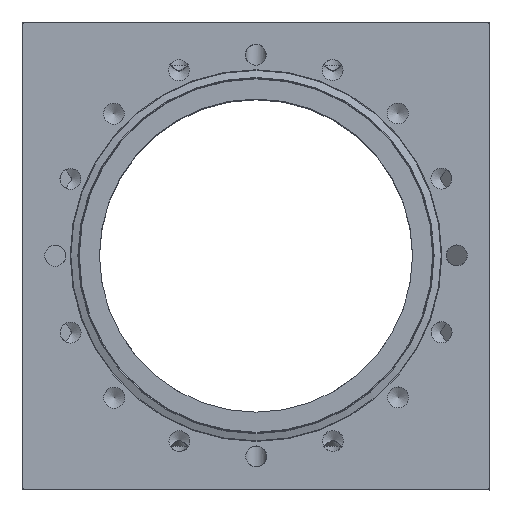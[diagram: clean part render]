
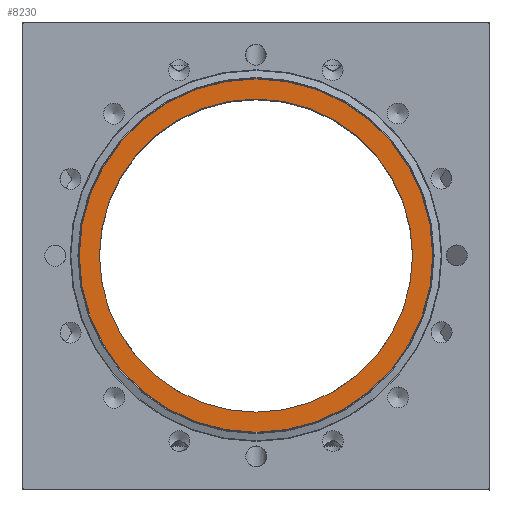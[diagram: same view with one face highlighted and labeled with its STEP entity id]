
A CAD part, top view. The second image highlights one B-rep face of the part: STEP entity #8230.
In plain terms, the highlighted planar face has unit normal (0, 0, 1).
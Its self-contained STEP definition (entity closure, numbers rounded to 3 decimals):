
#246 = CIRCLE ( 'NONE', #4170, 50.8 ) ;
#523 = VERTEX_POINT ( 'NONE', #2121 ) ;
#625 = CARTESIAN_POINT ( 'NONE',  ( 0., 57.345, 74.6 ) ) ;
#949 = ORIENTED_EDGE ( 'NONE', *, *, #8644, .T. ) ;
#1054 = CARTESIAN_POINT ( 'NONE',  ( 0., 0., 74.6 ) ) ;
#1108 = CARTESIAN_POINT ( 'NONE',  ( -57.345, 0., 74.6 ) ) ;
#1208 = PLANE ( 'NONE',  #8265 ) ;
#1965 = CARTESIAN_POINT ( 'NONE',  ( 0., 0., 74.6 ) ) ;
#2121 = CARTESIAN_POINT ( 'NONE',  ( 0., 50.8, 74.6 ) ) ;
#2555 = DIRECTION ( 'NONE',  ( 0., 1., 0. ) ) ;
#2663 = DIRECTION ( 'NONE',  ( 0., 1., 0. ) ) ;
#3070 = EDGE_LOOP ( 'NONE', ( #949 ) ) ;
#3279 = DIRECTION ( 'NONE',  ( 0., 0., 1. ) ) ;
#4170 = AXIS2_PLACEMENT_3D ( 'NONE', #1054, #4720, #6325 ) ;
#4514 = ORIENTED_EDGE ( 'NONE', *, *, #5948, .F. ) ;
#4720 = DIRECTION ( 'NONE',  ( 0., 0., 1. ) ) ;
#5948 = EDGE_CURVE ( 'NONE', #523, #523, #246, .T. ) ;
#6253 = AXIS2_PLACEMENT_3D ( 'NONE', #1965, #7146, #2663 ) ;
#6325 = DIRECTION ( 'NONE',  ( 0., 1., 0. ) ) ;
#6732 = FACE_BOUND ( 'NONE', #8467, .T. ) ;
#6858 = CIRCLE ( 'NONE', #6253, 57.345 ) ;
#7146 = DIRECTION ( 'NONE',  ( 0., 0., 1. ) ) ;
#8230 = ADVANCED_FACE ( 'NONE', ( #6732, #9299 ), #1208, .T. ) ;
#8265 = AXIS2_PLACEMENT_3D ( 'NONE', #1108, #3279, #2555 ) ;
#8467 = EDGE_LOOP ( 'NONE', ( #4514 ) ) ;
#8644 = EDGE_CURVE ( 'NONE', #8794, #8794, #6858, .T. ) ;
#8794 = VERTEX_POINT ( 'NONE', #625 ) ;
#9299 = FACE_OUTER_BOUND ( 'NONE', #3070, .T. ) ;
